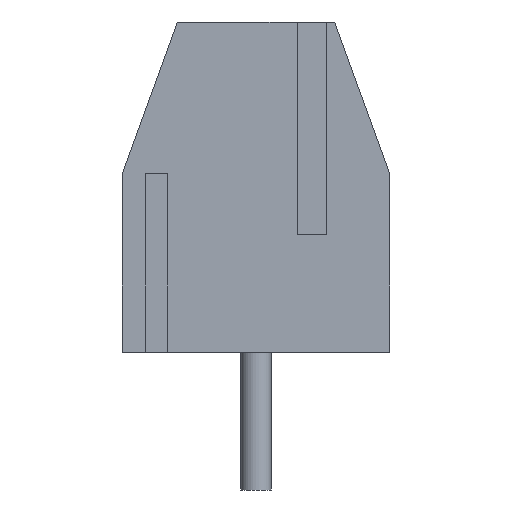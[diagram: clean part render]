
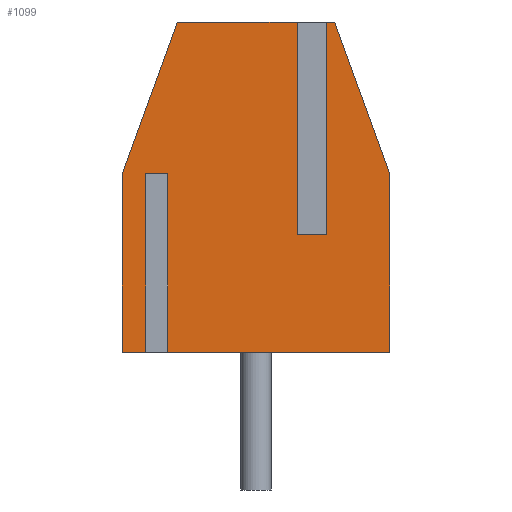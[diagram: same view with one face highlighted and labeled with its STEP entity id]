
A CAD part, left-side view. The second image highlights one B-rep face of the part: STEP entity #1099.
In plain terms, the highlighted planar face has unit normal (-1, 0, 0).
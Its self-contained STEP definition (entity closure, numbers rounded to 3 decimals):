
#1043=AXIS2_PLACEMENT_3D('Plane Axis2P3D',#1040,#1041,#1042) ;
#200=CARTESIAN_POINT('Vertex',(0.45,6.8,3.5)) ;
#247=CARTESIAN_POINT('Vertex',(0.45,0.,3.5)) ;
#250=CARTESIAN_POINT('Line Origine',(0.45,2.825,3.5)) ;
#254=CARTESIAN_POINT('Vertex',(0.45,5.65,3.5)) ;
#303=CARTESIAN_POINT('Vertex',(0.45,6.2,3.5)) ;
#306=CARTESIAN_POINT('Line Origine',(0.45,6.5,3.5)) ;
#433=CARTESIAN_POINT('Line Origine',(0.45,6.8,5.775)) ;
#437=CARTESIAN_POINT('Vertex',(0.45,6.8,8.05)) ;
#458=CARTESIAN_POINT('Line Origine',(0.45,6.1,9.975)) ;
#462=CARTESIAN_POINT('Vertex',(0.45,5.4,11.9)) ;
#483=CARTESIAN_POINT('Line Origine',(0.45,3.825,11.9)) ;
#487=CARTESIAN_POINT('Vertex',(0.45,2.25,11.9)) ;
#536=CARTESIAN_POINT('Vertex',(0.45,1.7,11.9)) ;
#539=CARTESIAN_POINT('Line Origine',(0.45,1.55,11.9)) ;
#543=CARTESIAN_POINT('Vertex',(0.45,1.4,11.9)) ;
#799=CARTESIAN_POINT('Line Origine',(0.45,0.7,9.975)) ;
#803=CARTESIAN_POINT('Vertex',(0.45,0.,8.05)) ;
#824=CARTESIAN_POINT('Line Origine',(0.45,0.,5.775)) ;
#1040=CARTESIAN_POINT('Axis2P3D Location',(0.45,0.,0.)) ;
#1045=CARTESIAN_POINT('Line Origine',(0.45,1.7,9.2)) ;
#1049=CARTESIAN_POINT('Vertex',(0.45,1.7,6.5)) ;
#1052=CARTESIAN_POINT('Line Origine',(0.45,1.975,6.5)) ;
#1056=CARTESIAN_POINT('Vertex',(0.45,2.25,6.5)) ;
#1059=CARTESIAN_POINT('Line Origine',(0.45,2.25,9.2)) ;
#1064=CARTESIAN_POINT('Line Origine',(0.45,6.2,5.775)) ;
#1068=CARTESIAN_POINT('Vertex',(0.45,6.2,8.05)) ;
#1071=CARTESIAN_POINT('Line Origine',(0.45,5.925,8.05)) ;
#1075=CARTESIAN_POINT('Vertex',(0.45,5.65,8.05)) ;
#1078=CARTESIAN_POINT('Line Origine',(0.45,5.65,5.775)) ;
#251=DIRECTION('Vector Direction',(0.,1.,0.)) ;
#307=DIRECTION('Vector Direction',(0.,1.,0.)) ;
#434=DIRECTION('Vector Direction',(0.,0.,1.)) ;
#459=DIRECTION('Vector Direction',(0.,-0.342,0.94)) ;
#484=DIRECTION('Vector Direction',(0.,-1.,0.)) ;
#540=DIRECTION('Vector Direction',(0.,-1.,0.)) ;
#800=DIRECTION('Vector Direction',(0.,-0.342,-0.94)) ;
#825=DIRECTION('Vector Direction',(0.,0.,-1.)) ;
#1041=DIRECTION('Axis2P3D Direction',(-1.,0.,0.)) ;
#1042=DIRECTION('Axis2P3D XDirection',(0.,0.,1.)) ;
#1046=DIRECTION('Vector Direction',(0.,0.,1.)) ;
#1053=DIRECTION('Vector Direction',(0.,1.,0.)) ;
#1060=DIRECTION('Vector Direction',(0.,0.,1.)) ;
#1065=DIRECTION('Vector Direction',(0.,0.,1.)) ;
#1072=DIRECTION('Vector Direction',(0.,1.,0.)) ;
#1079=DIRECTION('Vector Direction',(0.,0.,1.)) ;
#252=VECTOR('Line Direction',#251,1.) ;
#308=VECTOR('Line Direction',#307,1.) ;
#435=VECTOR('Line Direction',#434,1.) ;
#460=VECTOR('Line Direction',#459,1.) ;
#485=VECTOR('Line Direction',#484,1.) ;
#541=VECTOR('Line Direction',#540,1.) ;
#801=VECTOR('Line Direction',#800,1.) ;
#826=VECTOR('Line Direction',#825,1.) ;
#1047=VECTOR('Line Direction',#1046,1.) ;
#1054=VECTOR('Line Direction',#1053,1.) ;
#1061=VECTOR('Line Direction',#1060,1.) ;
#1066=VECTOR('Line Direction',#1065,1.) ;
#1073=VECTOR('Line Direction',#1072,1.) ;
#1080=VECTOR('Line Direction',#1079,1.) ;
#1084=ORIENTED_EDGE('',*,*,#256,.T.) ;
#1085=ORIENTED_EDGE('',*,*,#828,.T.) ;
#1086=ORIENTED_EDGE('',*,*,#805,.T.) ;
#1087=ORIENTED_EDGE('',*,*,#545,.T.) ;
#1088=ORIENTED_EDGE('',*,*,#1051,.F.) ;
#1089=ORIENTED_EDGE('',*,*,#1058,.T.) ;
#1090=ORIENTED_EDGE('',*,*,#1063,.T.) ;
#1091=ORIENTED_EDGE('',*,*,#489,.T.) ;
#1092=ORIENTED_EDGE('',*,*,#464,.T.) ;
#1093=ORIENTED_EDGE('',*,*,#439,.T.) ;
#1094=ORIENTED_EDGE('',*,*,#310,.T.) ;
#1095=ORIENTED_EDGE('',*,*,#1070,.T.) ;
#1096=ORIENTED_EDGE('',*,*,#1077,.T.) ;
#1097=ORIENTED_EDGE('',*,*,#1082,.F.) ;
#1099=ADVANCED_FACE('HOUSING',(#1098),#1044,.T.) ;
#256=EDGE_CURVE('',#255,#248,#253,.F.) ;
#310=EDGE_CURVE('',#201,#304,#309,.F.) ;
#439=EDGE_CURVE('',#438,#201,#436,.F.) ;
#464=EDGE_CURVE('',#463,#438,#461,.F.) ;
#489=EDGE_CURVE('',#488,#463,#486,.F.) ;
#545=EDGE_CURVE('',#544,#537,#542,.F.) ;
#805=EDGE_CURVE('',#804,#544,#802,.F.) ;
#828=EDGE_CURVE('',#248,#804,#827,.F.) ;
#1051=EDGE_CURVE('',#1050,#537,#1048,.T.) ;
#1058=EDGE_CURVE('',#1050,#1057,#1055,.T.) ;
#1063=EDGE_CURVE('',#1057,#488,#1062,.T.) ;
#1070=EDGE_CURVE('',#304,#1069,#1067,.T.) ;
#1077=EDGE_CURVE('',#1069,#1076,#1074,.F.) ;
#1082=EDGE_CURVE('',#255,#1076,#1081,.T.) ;
#1083=EDGE_LOOP('',(#1084,#1085,#1086,#1087,#1088,#1089,#1090,#1091,#1092,#1093,#1094,#1095,#1096,#1097)) ;
#1098=FACE_OUTER_BOUND('',#1083,.T.) ;
#253=LINE('Line',#250,#252) ;
#309=LINE('Line',#306,#308) ;
#436=LINE('Line',#433,#435) ;
#461=LINE('Line',#458,#460) ;
#486=LINE('Line',#483,#485) ;
#542=LINE('Line',#539,#541) ;
#802=LINE('Line',#799,#801) ;
#827=LINE('Line',#824,#826) ;
#1048=LINE('Line',#1045,#1047) ;
#1055=LINE('Line',#1052,#1054) ;
#1062=LINE('Line',#1059,#1061) ;
#1067=LINE('Line',#1064,#1066) ;
#1074=LINE('Line',#1071,#1073) ;
#1081=LINE('Line',#1078,#1080) ;
#1044=PLANE('',#1043) ;
#201=VERTEX_POINT('',#200) ;
#248=VERTEX_POINT('',#247) ;
#255=VERTEX_POINT('',#254) ;
#304=VERTEX_POINT('',#303) ;
#438=VERTEX_POINT('',#437) ;
#463=VERTEX_POINT('',#462) ;
#488=VERTEX_POINT('',#487) ;
#537=VERTEX_POINT('',#536) ;
#544=VERTEX_POINT('',#543) ;
#804=VERTEX_POINT('',#803) ;
#1050=VERTEX_POINT('',#1049) ;
#1057=VERTEX_POINT('',#1056) ;
#1069=VERTEX_POINT('',#1068) ;
#1076=VERTEX_POINT('',#1075) ;
